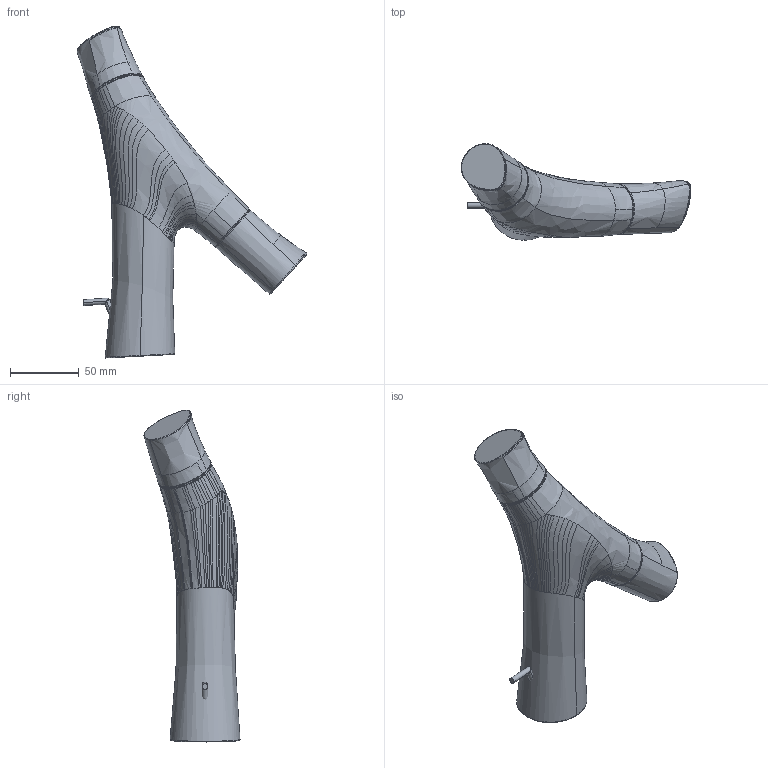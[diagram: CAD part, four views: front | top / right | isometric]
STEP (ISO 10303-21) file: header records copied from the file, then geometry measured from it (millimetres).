
FILE_DESCRIPTION(('CAx-IF Rec.Pracs.---Model Styling and Organization---1.2---2011-12-15','CAx-IF Rec.Pracs.---Geometric and Assembly Validation Properties---4.1---2014-06-16','CAx-IF Rec.Pracs.---PMI Polyline Presentation---2.0---2013-05-24'),'2;1');
FILE_NAME('1000109770_PPR_000.stp','2016-12-02T11:20:17+01:00',(''),(''),'STEP Interface 4.0.1101 by CT CoreTechnologie','3D_Evolution4.0.1101 by CT CoreTechnologie','');
FILE_SCHEMA(('AP203_CONFIGURATION_CONTROLLED_3D_DESIGN_OF_MECHANICAL_PARTS_AND_ASSEMBLIES_MIM_LF'));
Length unit declared in the file: millimetre
Products named in the file (17): P_2 HWBM Starck Organic 1000109770_PPR_000_A0; P_2 GK HWBM AXOR Starck Organic 1000109771_PPA_000_A0; P_2 Griff Auslauf AX Starck Organic (R05 1000100898_PPA_000_A1; P_2 Griff Mischerkart. AX Starck Organic 1000100902_PPA_000_A0; Farbring WTM AXOR Starck Organic 1000054200_PPA_000_A4; Gewindestift DIN913-M5x16-A2 m. Sicherg. 1000074654_PPA_000_A1; P_2 Zugstange D4,3-R700 WTM AX Starck 1000086249_PPA_000_A0; P_2 Nadelstrahlperl. AXOR Starck Organic 1000100928_PPR_000_A0; P_2 Gew.ring Nadelstrahlperl.Starck Org. 1000100929_PPA_000_A0; P_2 Strahlsch.(weich)Nadelstr.Starck Org 1000100930_PPA_000_A0; SR_STD_SC_SSR_2,2gpm-air_Starck Organic 1000065363_PPR_000_A3; Gewindering SR_STD_SC_SSR Starck Org. 1000064409_PPA_000_A4; Flachdichtung d15xD21,3 (EB-2,4) 1000029262_PPA_000_A1; SR_STD_SC_SSR_2,2gpm-air_gelb 1000066882_PPA_000_A0; Aufnahme DFB AXOR Starck Organic 1000057917_PPA_000_A4; O-Ring 18x1,5 (EB d18,5_D21,2_b1,8) 1000026484_PPA_000_A0; O-Ring 19x1,5 EPDM 70 IRHD 1000068608_PPA_000_A0
Assembly tree (16 placements, depth 3):
  P_2 HWBM Starck Organic 1000109770_PPR_000_A0
    P_2 GK HWBM AXOR Starck Organic 1000109771_PPA_000_A0
    P_2 Griff Auslauf AX Starck Organic (R05 1000100898_PPA_000_A1
    P_2 Griff Mischerkart. AX Starck Organic 1000100902_PPA_000_A0
    Farbring WTM AXOR Starck Organic 1000054200_PPA_000_A4
    Gewindestift DIN913-M5x16-A2 m. Sicherg. 1000074654_PPA_000_A1
    P_2 Zugstange D4,3-R700 WTM AX Starck 1000086249_PPA_000_A0
    P_2 Nadelstrahlperl. AXOR Starck Organic 1000100928_PPR_000_A0
      P_2 Gew.ring Nadelstrahlperl.Starck Org. 1000100929_PPA_000_A0
      P_2 Strahlsch.(weich)Nadelstr.Starck Org 1000100930_PPA_000_A0
    SR_STD_SC_SSR_2,2gpm-air_Starck Organic 1000065363_PPR_000_A3
      Gewindering SR_STD_SC_SSR Starck Org. 1000064409_PPA_000_A4
      Flachdichtung d15xD21,3 (EB-2,4) 1000029262_PPA_000_A1
      SR_STD_SC_SSR_2,2gpm-air_gelb 1000066882_PPA_000_A0
      Aufnahme DFB AXOR Starck Organic 1000057917_PPA_000_A4
      O-Ring 18x1,5 (EB d18,5_D21,2_b1,8) 1000026484_PPA_000_A0
      O-Ring 19x1,5 EPDM 70 IRHD 1000068608_PPA_000_A0
Bounding box: 166.72 x 69.72 x 241.07 mm (x, y, z)
Volume: 512285.6 mm3; surface area: 73470.2 mm2
Topology: 16 solids, 16 shells, 5274 faces, 14255 edges, 9209 vertices
Faces by surface type: plane 3038, bspline 1781, cylinder 455
Entity records: 282646 total; most frequent: CARTESIAN_POINT 96972, ORIENTED_EDGE 28506, DIRECTION 25022, EDGE_CURVE 14253, VECTOR 9676, LINE 9676, VERTEX_POINT 9209, AXIS2_PLACEMENT_3D 7673
